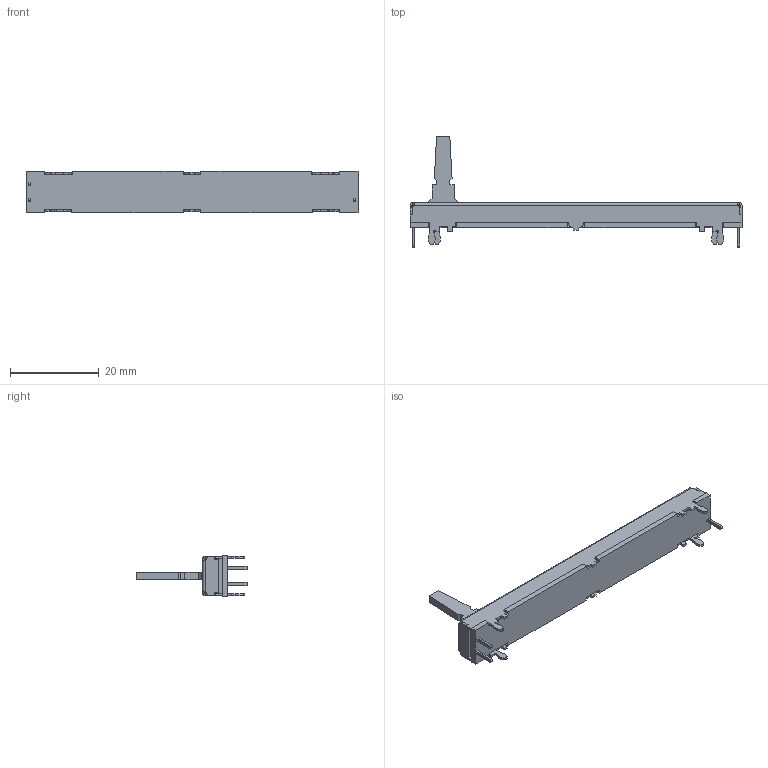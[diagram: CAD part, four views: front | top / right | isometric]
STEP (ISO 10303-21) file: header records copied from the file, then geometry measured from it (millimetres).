
FILE_DESCRIPTION(('CAx-IF Rec.Pracs.---Model Styling and Organization---1.5---2016-08-15','CAx-IF Rec.Pracs.---Geometric and Assembly Validation Properties---4.4---2016-08-17','CAx-IF Rec.Pracs.---User Defined Attributes---1.5---2016-08-15','CAx-IF Rec.Pracs.---External References---2.1---2005-01-19'),'2;1');
FILE_NAME('166570.step','2023-05-13T21:09:38',('Unspecified'),('Unspecified'),'CAD Exchanger 3.8.1 (cadexchanger.com)','Unspecified','');
FILE_SCHEMA(('AUTOMOTIVE_DESIGN { 1 0 10303 214 1 1 1 1 }'));
Length unit declared in the file: millimetre
Products named in the file (1): PTA6043-2015DPB103
Bounding box: 75 x 25.2 x 9.4 mm (x, y, z)
Volume: 3834.4 mm3; surface area: 6127.6 mm2
Topology: 6 solids, 6 shells, 271 faces, 732 edges, 476 vertices
Faces by surface type: plane 180, cylinder 77, bspline 14
Entity records: 12147 total; most frequent: CARTESIAN_POINT 3146, ORIENTED_EDGE 1464, DIRECTION 1330, EDGE_CURVE 732, LINE 562, VECTOR 562, VERTEX_POINT 476, AXIS2_PLACEMENT_3D 384
